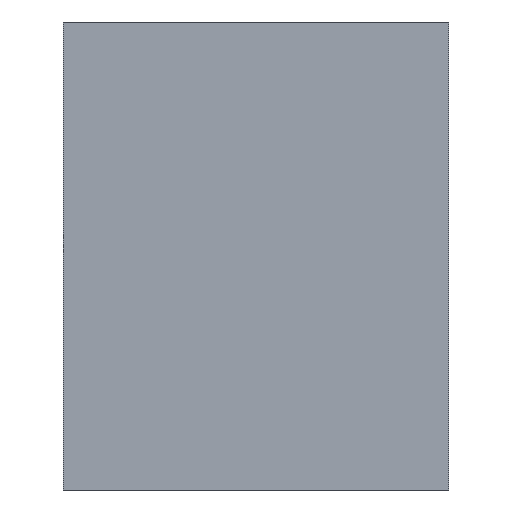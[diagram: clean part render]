
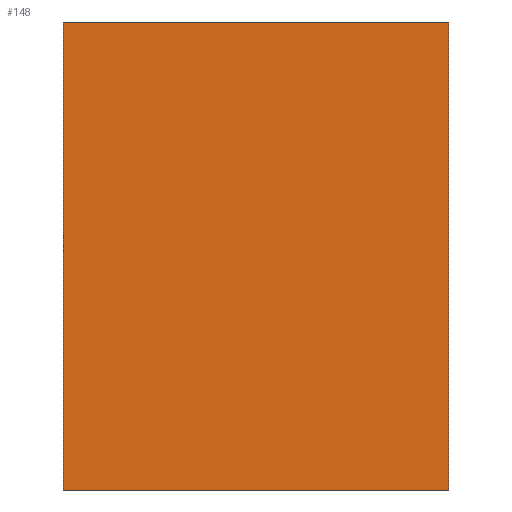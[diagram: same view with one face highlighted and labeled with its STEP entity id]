
A CAD part, front view. The second image highlights one B-rep face of the part: STEP entity #148.
In plain terms, the highlighted planar face has unit normal (0, -1, 0).
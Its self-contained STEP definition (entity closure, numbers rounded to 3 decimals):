
#41=CARTESIAN_POINT('POINT5',(72.923,-25.4,-187.96));
#42=VERTEX_POINT('VERTEX5',#41);
#50=CARTESIAN_POINT('POINT6',(72.923,-25.4,27.94));
#51=VERTEX_POINT('VERTEX6',#50);
#58=CARTESIAN_POINT('POS8',(72.923,-25.4,27.94));
#59=DIRECTION('DIR9',(0.,0.,-1.));
#60=VECTOR('VEC7',#59,25.4);
#61=LINE('STRAIGHT7',#58,#60);
#62=EDGE_CURVE('EDGE7',#51,#42,#61,.T.);
#72=CARTESIAN_POINT('POINT7',(-104.775,-25.4,-187.96));
#73=VERTEX_POINT('VERTEX7',#72);
#82=CARTESIAN_POINT('POS11',(72.923,-25.4,-187.96));
#83=DIRECTION('DIR13',(-1.,0.,0.));
#84=VECTOR('VEC9',#83,25.4);
#85=LINE('STRAIGHT9',#82,#84);
#86=EDGE_CURVE('EDGE9',#42,#73,#85,.T.);
#96=CARTESIAN_POINT('POINT8',(-104.775,-25.4,27.94));
#97=VERTEX_POINT('VERTEX8',#96);
#106=CARTESIAN_POINT('POS14',(-104.775,-25.4,-187.96));
#107=DIRECTION('DIR17',(0.,0.,1.));
#108=VECTOR('VEC11',#107,25.4);
#109=LINE('STRAIGHT11',#106,#108);
#110=EDGE_CURVE('EDGE11',#73,#97,#109,.T.);
#123=CARTESIAN_POINT('POS16',(-104.775,-25.4,27.94));
#124=DIRECTION('DIR20',(1.,0.,0.));
#125=VECTOR('VEC12',#124,25.4);
#126=LINE('STRAIGHT12',#123,#125);
#127=EDGE_CURVE('EDGE12',#97,#51,#126,.T.);
#137=ORIENTED_EDGE('COEDGE21',*,*,#127,.F.);
#138=ORIENTED_EDGE('COEDGE22',*,*,#110,.F.);
#139=ORIENTED_EDGE('COEDGE23',*,*,#86,.F.);
#140=ORIENTED_EDGE('COEDGE24',*,*,#62,.F.);
#141=EDGE_LOOP('NONE',(#137,#138,#139,#140));
#142=FACE_BOUND('LOOP1',#141,.T.);
#143=CARTESIAN_POINT('POS18',(0.,-25.4,15.24));
#144=DIRECTION('DIR23',(0.,1.,0.));
#145=DIRECTION('DIR24',(1.,0.,0.));
#146=AXIS2_PLACEMENT_3D('AXIS6',#143,#144,#145);
#147=PLANE('PLANE6',#146);
#148=ADVANCED_FACE('FACE6',(#142),#147,.F.);
